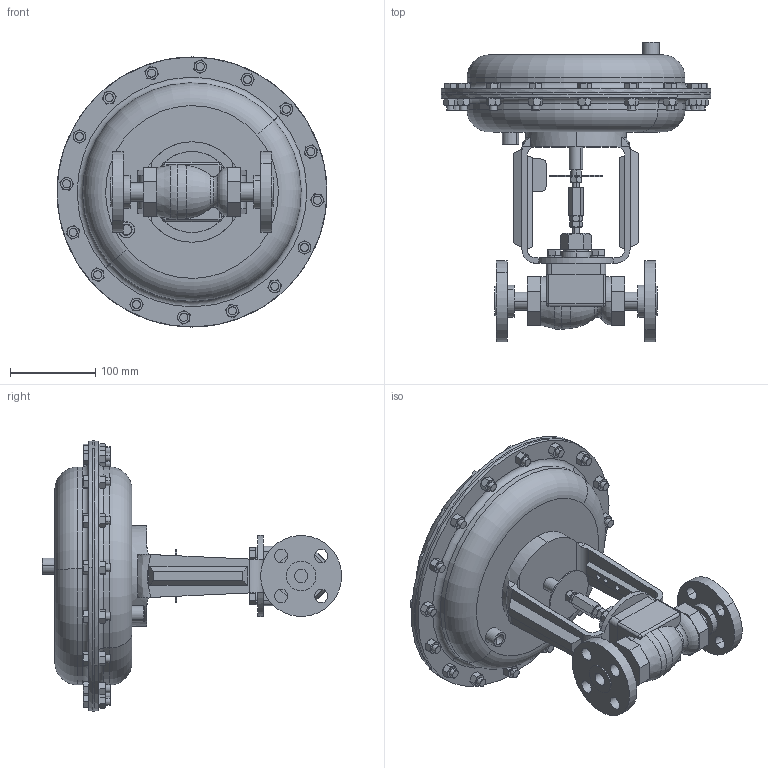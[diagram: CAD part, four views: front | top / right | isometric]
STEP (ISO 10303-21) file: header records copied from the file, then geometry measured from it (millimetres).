
FILE_DESCRIPTION (( 'STEP AP203' ), '1' );
FILE_NAME ('78-050-ALL-F3-55M.STEP', '2017-09-22T15:20:07', ( '' ), ( '' ), 'SwSTEP 2.0', 'SolidWorks 2014', '' );
FILE_SCHEMA (( 'CONFIG_CONTROL_DESIGN' ));
Length unit declared in the file: inch
Products named in the file (1): 78-050-ALL-F3-55M
Bounding box: 317.42 x 351.68 x 317.5 mm (x, y, z)
Volume: 5893835.1 mm3; surface area: 373472.1 mm2
Topology: 5 solids, 5 shells, 895 faces, 2084 edges, 1281 vertices
Faces by surface type: plane 431, cone 274, cylinder 163, torus 13, bspline 10, sphere 4
Entity records: 27789 total; most frequent: CARTESIAN_POINT 8214, ORIENTED_EDGE 4160, DIRECTION 3809, EDGE_CURVE 2080, AXIS2_PLACEMENT_3D 1461, VERTEX_POINT 1281, EDGE_LOOP 1007, ADVANCED_FACE 895
